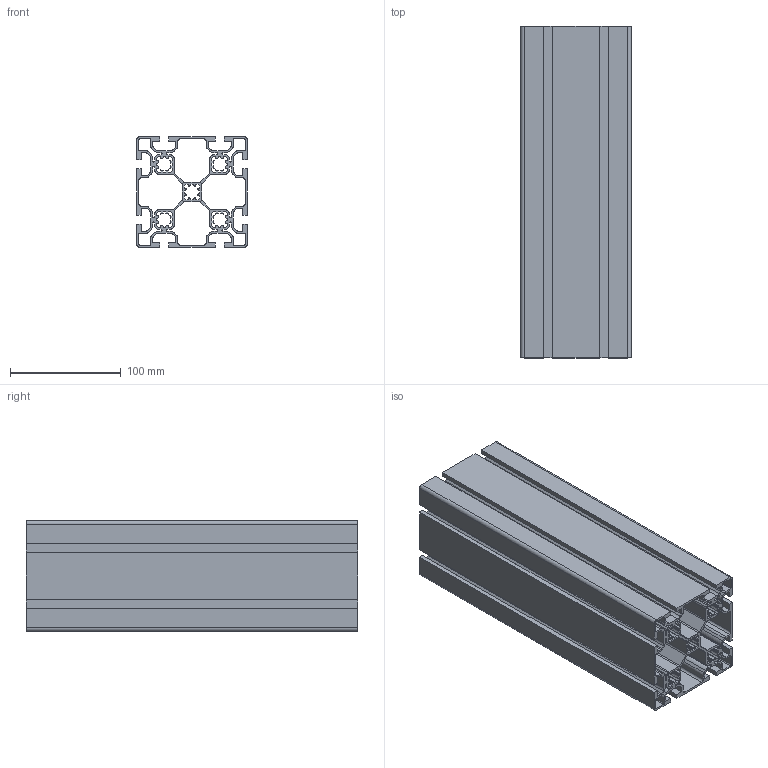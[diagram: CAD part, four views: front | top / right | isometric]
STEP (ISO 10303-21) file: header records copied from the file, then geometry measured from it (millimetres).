
FILE_DESCRIPTION (( 'STEP AP214' ), '1' );
FILE_NAME ('1728142376242.step', '2024-10-05T15:33:20', ( 'Windows User' ), ( '' ), 'SwSTEP 2.0', 'SolidWorks 2011', '' );
FILE_SCHEMA (( 'AUTOMOTIVE_DESIGN' ));
Length unit declared in the file: millimetre
Products named in the file (2): 1.11.100100.83Lx300.00(1); 1728142376242
Assembly tree (1 placements, depth 2):
  1728142376242
    1.11.100100.83Lx300.00(1)
Bounding box: 100 x 300 x 100 mm (x, y, z)
Volume: 677632.1 mm3; surface area: 618532.5 mm2
Topology: 1 solids, 1 shells, 552 faces, 1650 edges, 1100 vertices
Faces by surface type: plane 322, cylinder 230
Entity records: 18752 total; most frequent: CARTESIAN_POINT 3306, ORIENTED_EDGE 3300, DIRECTION 3222, EDGE_CURVE 1650, LINE 1190, VECTOR 1190, VERTEX_POINT 1100, AXIS2_PLACEMENT_3D 1016
